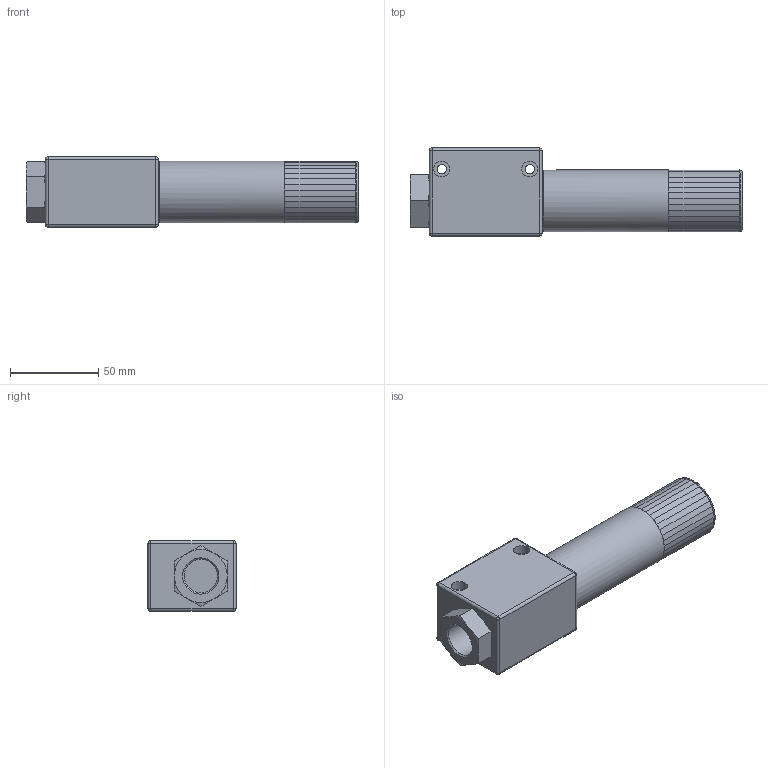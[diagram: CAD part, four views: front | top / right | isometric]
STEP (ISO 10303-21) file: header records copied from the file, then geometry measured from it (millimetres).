
FILE_DESCRIPTION(/* description */ (''),/* implementation_level */ '2;1');
FILE_NAME(/* name */ 'evk3be.stp',/* time_stamp */ '2021-02-26T13:00:33+01:00',/* author */ ('JosepM'),/* organization */ (''),/* preprocessor_version */ 'ST-DEVELOPER v17',/* originating_system */ 'Autodesk Inventor 2019',/* authorisation */ '');
FILE_SCHEMA (('AUTOMOTIVE_DESIGN { 1 0 10303 214 3 1 1 }'));
Length unit declared in the file: millimetre
Products named in the file (1): Pieza10
Bounding box: 188.5 x 50 x 40 mm (x, y, z)
Volume: 196079 mm3; surface area: 41501.6 mm2
Topology: 1 solids, 1 shells, 118 faces, 282 edges, 179 vertices
Faces by surface type: plane 57, cylinder 29, cone 23, sphere 8, torus 1
Full cylindrical faces by diameter (mm): 4.917 x4, 5.25 x2, 9 x2, 17 x1, 19 x1, 24 x1, 24.117 x3, 32 x1, 35 x2
Entity records: 3413 total; most frequent: CARTESIAN_POINT 624, DIRECTION 592, ORIENTED_EDGE 556, EDGE_CURVE 278, AXIS2_PLACEMENT_3D 219, VERTEX_POINT 179, LINE 154, VECTOR 154
